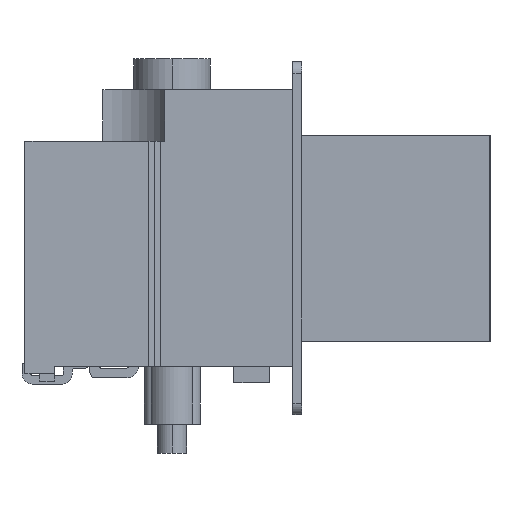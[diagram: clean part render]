
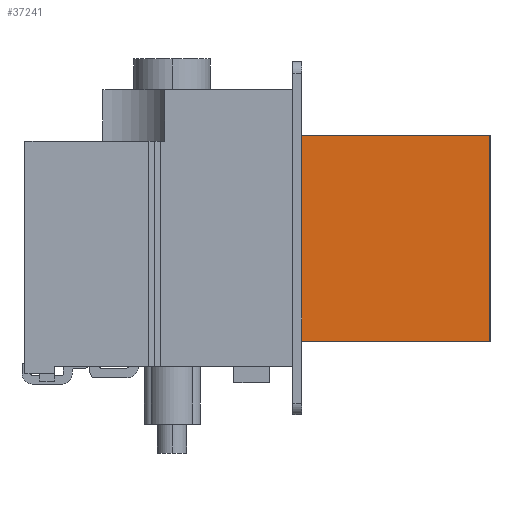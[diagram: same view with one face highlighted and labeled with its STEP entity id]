
A CAD part, left-side view. The second image highlights one B-rep face of the part: STEP entity #37241.
In plain terms, the highlighted free-form (B-spline) face has degree [1, 1] with [2, 2] control points.
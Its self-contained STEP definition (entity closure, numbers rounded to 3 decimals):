
#36541=CARTESIAN_POINT('',(-23.395,-8.5,1.45));
#36542=VERTEX_POINT('',#36541);
#36549=CARTESIAN_POINT('',(-23.395,-8.5,8.45));
#36550=VERTEX_POINT('',#36549);
#36551=CARTESIAN_POINT('',(-23.395,-8.5,8.45));
#36552=DIRECTION('',(0.0,0.0,-1.0));
#36553=VECTOR('',#36552,7.);
#36554=LINE('',#36551,#36553);
#36555=EDGE_CURVE('',#36550,#36542,#36554,.T.);
#37139=CARTESIAN_POINT('',(-23.395,-14.9,8.45));
#37140=VERTEX_POINT('',#37139);
#37141=CARTESIAN_POINT('',(-23.395,-14.9,8.45));
#37142=DIRECTION('',(0.0,1.0,0.0));
#37143=VECTOR('',#37142,6.4);
#37144=LINE('',#37141,#37143);
#37145=EDGE_CURVE('',#37140,#36550,#37144,.T.);
#37170=CARTESIAN_POINT('',(-23.395,-14.9,1.45));
#37171=VERTEX_POINT('',#37170);
#37172=CARTESIAN_POINT('',(-23.395,-8.5,1.45));
#37173=DIRECTION('',(0.0,-1.0,0.0));
#37174=VECTOR('',#37173,6.4);
#37175=LINE('',#37172,#37174);
#37176=EDGE_CURVE('',#36542,#37171,#37175,.T.);
#37208=CARTESIAN_POINT('',(-23.395,-14.9,8.45));
#37209=DIRECTION('',(0.0,0.0,-1.0));
#37210=VECTOR('',#37209,7.);
#37211=LINE('',#37208,#37210);
#37212=EDGE_CURVE('',#37140,#37171,#37211,.T.);
#37230=CARTESIAN_POINT('',(-23.395,-8.5,1.45));
#37231=CARTESIAN_POINT('',(-23.395,-8.5,8.45));
#37232=CARTESIAN_POINT('',(-23.395,-14.9,1.45));
#37233=CARTESIAN_POINT('',(-23.395,-14.9,8.45));
#37234=B_SPLINE_SURFACE_WITH_KNOTS('',1,1,((#37230,#37232),(#37231,#37233)),.UNSPECIFIED.,.F.,.F.,.U.,(2,2),(2,2),(0.0,7.),(0.0,6.4),.UNSPECIFIED.);
#37235=ORIENTED_EDGE('',*,*,#37212,.F.);
#37236=ORIENTED_EDGE('',*,*,#37145,.T.);
#37237=ORIENTED_EDGE('',*,*,#36555,.T.);
#37238=ORIENTED_EDGE('',*,*,#37176,.T.);
#37239=EDGE_LOOP('',(#37235,#37236,#37237,#37238));
#37240=FACE_OUTER_BOUND('',#37239,.T.);
#37241=ADVANCED_FACE('',(#37240),#37234,.F.);
